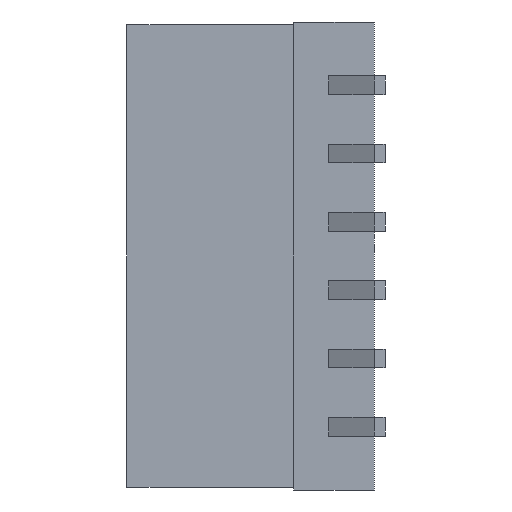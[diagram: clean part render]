
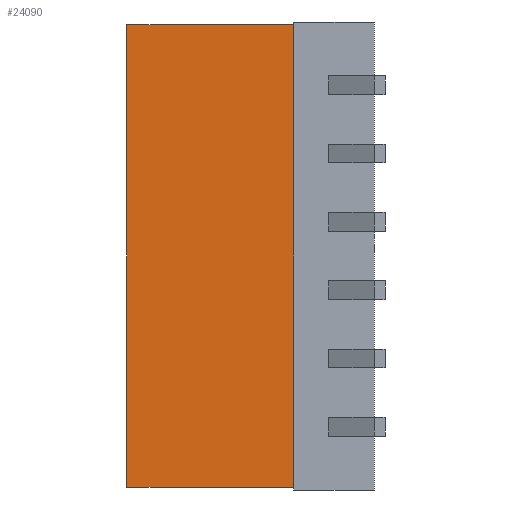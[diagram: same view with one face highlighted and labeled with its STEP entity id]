
A CAD part, left-side view. The second image highlights one B-rep face of the part: STEP entity #24090.
In plain terms, the highlighted planar face has unit normal (-1, 0, 0).
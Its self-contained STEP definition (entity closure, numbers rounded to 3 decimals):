
#411 = LINE ( 'NONE', #13256, #10845 ) ;
#1177 = DIRECTION ( 'NONE',  ( 0., 1., 0. ) ) ;
#3417 = VERTEX_POINT ( 'NONE', #9572 ) ;
#3611 = ORIENTED_EDGE ( 'NONE', *, *, #17342, .F. ) ;
#4240 = VECTOR ( 'NONE', #1177, 1000. ) ;
#4587 = CARTESIAN_POINT ( 'NONE',  ( -8.4, 9.2, 8.7 ) ) ;
#5515 = ORIENTED_EDGE ( 'NONE', *, *, #9724, .F. ) ;
#5964 = LINE ( 'NONE', #12120, #6340 ) ;
#6106 = VERTEX_POINT ( 'NONE', #24920 ) ;
#6340 = VECTOR ( 'NONE', #27246, 1000. ) ;
#8861 = FACE_OUTER_BOUND ( 'NONE', #19699, .T. ) ;
#8889 = LINE ( 'NONE', #4587, #19082 ) ;
#9572 = CARTESIAN_POINT ( 'NONE',  ( -8.4, 3., 8.6 ) ) ;
#9724 = EDGE_CURVE ( 'NONE', #14178, #6106, #11639, .T. ) ;
#10845 = VECTOR ( 'NONE', #11258, 1000. ) ;
#11258 = DIRECTION ( 'NONE',  ( 0., -1., 0. ) ) ;
#11639 = LINE ( 'NONE', #13884, #4240 ) ;
#12120 = CARTESIAN_POINT ( 'NONE',  ( -8.4, 3., -8.6 ) ) ;
#12870 = PLANE ( 'NONE',  #20336 ) ;
#13017 = DIRECTION ( 'NONE',  ( 0., 0., 1. ) ) ;
#13256 = CARTESIAN_POINT ( 'NONE',  ( -8.4, 3., 8.6 ) ) ;
#13884 = CARTESIAN_POINT ( 'NONE',  ( -8.4, 3., -8.6 ) ) ;
#14178 = VERTEX_POINT ( 'NONE', #27128 ) ;
#14997 = VERTEX_POINT ( 'NONE', #22787 ) ;
#17342 = EDGE_CURVE ( 'NONE', #6106, #14997, #8889, .T. ) ;
#17565 = DIRECTION ( 'NONE',  ( 0., 0., 1. ) ) ;
#19082 = VECTOR ( 'NONE', #17565, 1000. ) ;
#19699 = EDGE_LOOP ( 'NONE', ( #22238, #23832, #3611, #5515 ) ) ;
#20336 = AXIS2_PLACEMENT_3D ( 'NONE', #21475, #20942, #13017 ) ;
#20942 = DIRECTION ( 'NONE',  ( -1., 0., 0. ) ) ;
#21475 = CARTESIAN_POINT ( 'NONE',  ( -8.4, 3., -8.6 ) ) ;
#22238 = ORIENTED_EDGE ( 'NONE', *, *, #26521, .T. ) ;
#22664 = EDGE_CURVE ( 'NONE', #14997, #3417, #411, .T. ) ;
#22787 = CARTESIAN_POINT ( 'NONE',  ( -8.4, 9.2, 8.6 ) ) ;
#23832 = ORIENTED_EDGE ( 'NONE', *, *, #22664, .F. ) ;
#24090 = ADVANCED_FACE ( 'NONE', ( #8861 ), #12870, .T. ) ;
#24920 = CARTESIAN_POINT ( 'NONE',  ( -8.4, 9.2, -8.6 ) ) ;
#26521 = EDGE_CURVE ( 'NONE', #14178, #3417, #5964, .T. ) ;
#27128 = CARTESIAN_POINT ( 'NONE',  ( -8.4, 3., -8.6 ) ) ;
#27246 = DIRECTION ( 'NONE',  ( 0., 0., 1. ) ) ;
